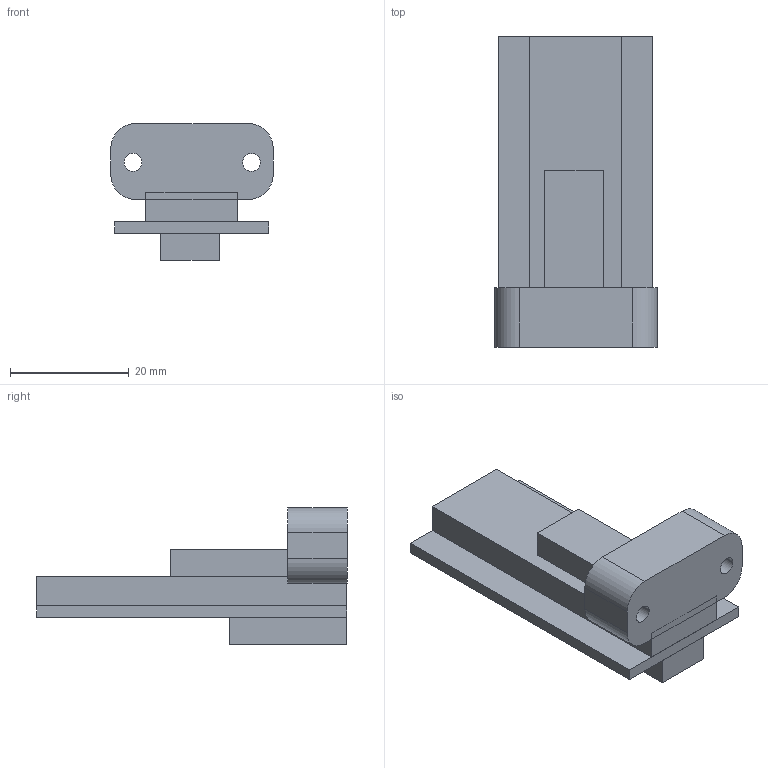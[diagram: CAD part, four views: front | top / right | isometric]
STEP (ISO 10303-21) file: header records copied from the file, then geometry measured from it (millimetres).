
FILE_DESCRIPTION(/* description */ (''),/* implementation_level */ '2;1');
FILE_NAME(/* name */ 'mount-90d',/* time_stamp */ '2025-01-05T13:51:25Z',/* author */ (''),/* organization */ (''),/* preprocessor_version */ 'ST-DEVELOPER v19.2',/* originating_system */ 'Rhino 8.14',/* authorisation */ '');
FILE_SCHEMA (('CONFIG_CONTROL_DESIGN'));
Length unit declared in the file: millimetre
Products named in the file (1): Document
Bounding box: 27.4 x 52.43 x 23.08 mm (x, y, z)
Volume: 11723.6 mm3; surface area: 8212.3 mm2
Topology: 5 solids, 5 shells, 38 faces, 84 edges, 56 vertices
Faces by surface type: plane 30, cylinder 8
Entity records: 1067 total; most frequent: CARTESIAN_POINT 280, ORIENTED_EDGE 168, EDGE_CURVE 84, DIRECTION 74, B_SPLINE_CURVE_WITH_KNOTS 63, VERTEX_POINT 56, AXIS2_PLACEMENT_3D 56, EDGE_LOOP 42
